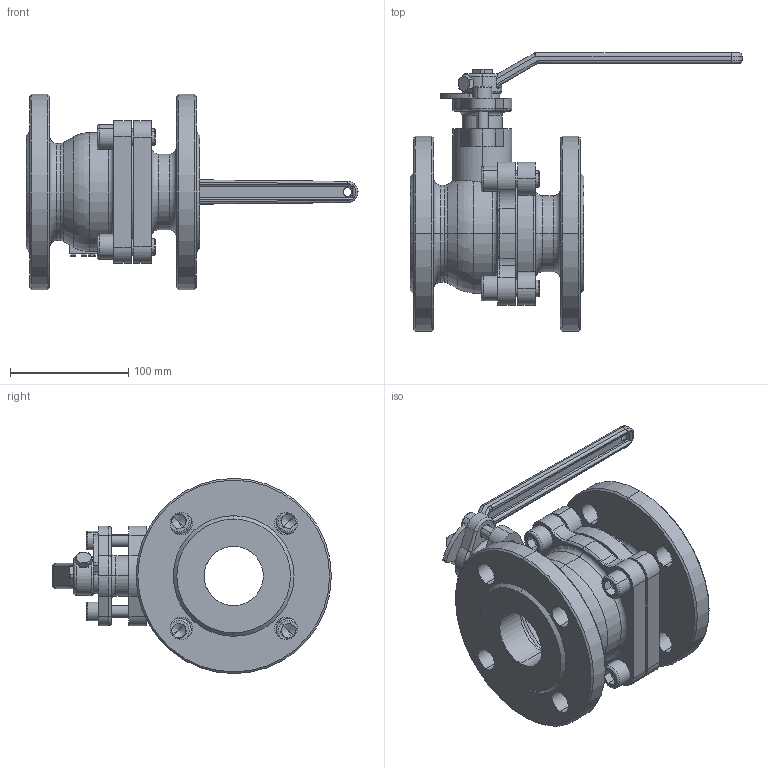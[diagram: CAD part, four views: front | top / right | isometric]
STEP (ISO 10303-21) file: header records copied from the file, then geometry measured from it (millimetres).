
FILE_DESCRIPTION (( 'STEP AP203' ), '1' );
FILE_NAME ('肅50蚾饜极.STEP', '2023-08-23T07:04:30', ( '' ), ( '' ), 'SwSTEP 2.0', 'SolidWorks 2021', '' );
FILE_SCHEMA (( 'CONFIG_CONTROL_DESIGN' ));
Length unit declared in the file: millimetre
Products named in the file (10): 肅50酘概极; 日5定位块借德40; 肅50概裝; 肅50衵概极; hexagon head bolts-full thread gb_GB_FASTENER_BOLT_STBAB A M8X16-N; hexagon socket head cap screws gb_GB_FASTENER_SCREWS_HSHCS M14X35-N; 日50手柄借德40; 日50填料压盖借德40; hexagon socket head cap screws gb_GB_FASTENER_SCREWS_HSHCS M10X40-N; 肅50蚾饜极
Assembly tree (13 placements, depth 2):
  肅50蚾饜极
    肅50酘概极
    肅50衵概极
    肅50概裝
    日50填料压盖借德40
    日5定位块借德40
    日50手柄借德40
    hexagon socket head cap screws gb_GB_FASTENER_SCREWS_HSHCS M14X35-N  x4
    hexagon socket head cap screws gb_GB_FASTENER_SCREWS_HSHCS M10X40-N  x2
    hexagon head bolts-full thread gb_GB_FASTENER_BOLT_STBAB A M8X16-N
Bounding box: 280.5 x 235.5 x 165 mm (x, y, z)
Volume: 1288700.2 mm3; surface area: 269627.4 mm2
Topology: 13 solids, 13 shells, 668 faces, 1675 edges, 1059 vertices
Faces by surface type: plane 299, cylinder 197, torus 60, bspline 58, cone 52, sphere 2
Entity records: 21447 total; most frequent: CARTESIAN_POINT 6612, ORIENTED_EDGE 2890, DIRECTION 2784, EDGE_CURVE 1445, AXIS2_PLACEMENT_3D 1019, VERTEX_POINT 927, LINE 746, VECTOR 746
